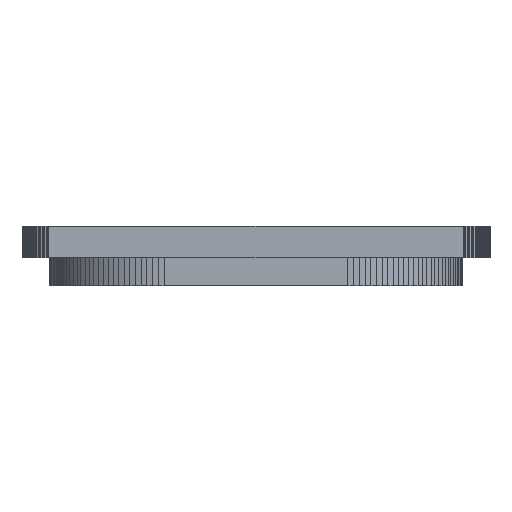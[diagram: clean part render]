
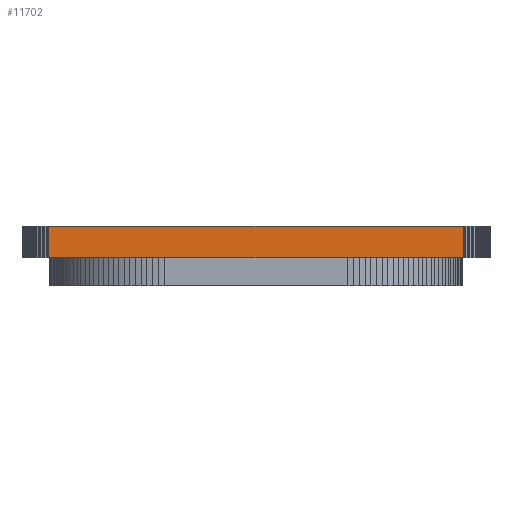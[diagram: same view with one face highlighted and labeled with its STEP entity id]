
A CAD part, front view. The second image highlights one B-rep face of the part: STEP entity #11702.
In plain terms, the highlighted planar face has unit normal (0, -1, 0).
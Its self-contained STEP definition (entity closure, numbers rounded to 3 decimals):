
#72 = PLANE('',#73);
#73 = AXIS2_PLACEMENT_3D('',#74,#75,#76);
#74 = CARTESIAN_POINT('',(0.,0.,3.6));
#75 = DIRECTION('',(-0.,-0.,-1.));
#76 = DIRECTION('',(-1.,0.,0.));
#3412 = VERTEX_POINT('',#3413);
#3413 = CARTESIAN_POINT('',(26.387,-29.799,3.6));
#3427 = PLANE('',#3428);
#3428 = AXIS2_PLACEMENT_3D('',#3429,#3430,#3431);
#3429 = CARTESIAN_POINT('',(26.474,-29.795,5.6));
#3430 = DIRECTION('',(0.05,-0.999,
    0.));
#3431 = DIRECTION('',(-0.999,-0.05,0.));
#3439 = EDGE_CURVE('',#3440,#3412,#3442,.T.);
#3440 = VERTEX_POINT('',#3441);
#3441 = CARTESIAN_POINT('',(-26.387,-29.799,3.6));
#3442 = SURFACE_CURVE('',#3443,(#3447,#3454),.PCURVE_S1.);
#3443 = LINE('',#3444,#3445);
#3444 = CARTESIAN_POINT('',(-26.387,-29.799,3.6));
#3445 = VECTOR('',#3446,1.);
#3446 = DIRECTION('',(1.,0.,0.));
#3447 = PCURVE('',#72,#3448);
#3448 = DEFINITIONAL_REPRESENTATION('',(#3449),#3453);
#3449 = LINE('',#3450,#3451);
#3450 = CARTESIAN_POINT('',(26.387,-29.799));
#3451 = VECTOR('',#3452,1.);
#3452 = DIRECTION('',(-1.,0.));
#3453 = ( GEOMETRIC_REPRESENTATION_CONTEXT(2) 
PARAMETRIC_REPRESENTATION_CONTEXT() REPRESENTATION_CONTEXT('2D SPACE',''
  ) );
#3454 = PCURVE('',#3455,#3460);
#3455 = PLANE('',#3456);
#3456 = AXIS2_PLACEMENT_3D('',#3457,#3458,#3459);
#3457 = CARTESIAN_POINT('',(0.,-29.799,5.6));
#3458 = DIRECTION('',(-0.,-1.,-0.));
#3459 = DIRECTION('',(0.,0.,-1.));
#3460 = DEFINITIONAL_REPRESENTATION('',(#3461),#3465);
#3461 = LINE('',#3462,#3463);
#3462 = CARTESIAN_POINT('',(2.,-26.387));
#3463 = VECTOR('',#3464,1.);
#3464 = DIRECTION('',(0.,1.));
#3465 = ( GEOMETRIC_REPRESENTATION_CONTEXT(2) 
PARAMETRIC_REPRESENTATION_CONTEXT() REPRESENTATION_CONTEXT('2D SPACE',''
  ) );
#3483 = PLANE('',#3484);
#3484 = AXIS2_PLACEMENT_3D('',#3485,#3486,#3487);
#3485 = CARTESIAN_POINT('',(-26.474,-29.795,5.6));
#3486 = DIRECTION('',(-0.05,-0.999,-0.));
#3487 = DIRECTION('',(-0.999,0.05,0.));
#10494 = PLANE('',#10495);
#10495 = AXIS2_PLACEMENT_3D('',#10496,#10497,#10498);
#10496 = CARTESIAN_POINT('',(0.,0.,7.6)
  );
#10497 = DIRECTION('',(0.,0.,1.));
#10498 = DIRECTION('',(1.,0.,0.));
#11609 = VERTEX_POINT('',#11610);
#11610 = CARTESIAN_POINT('',(-26.387,-29.799,7.6));
#11633 = EDGE_CURVE('',#11609,#3440,#11634,.T.);
#11634 = SURFACE_CURVE('',#11635,(#11639,#11646),.PCURVE_S1.);
#11635 = LINE('',#11636,#11637);
#11636 = CARTESIAN_POINT('',(-26.387,-29.799,7.6));
#11637 = VECTOR('',#11638,1.);
#11638 = DIRECTION('',(0.,0.,-1.));
#11639 = PCURVE('',#3483,#11640);
#11640 = DEFINITIONAL_REPRESENTATION('',(#11641),#11645);
#11641 = LINE('',#11642,#11643);
#11642 = CARTESIAN_POINT('',(-0.087,-2.));
#11643 = VECTOR('',#11644,1.);
#11644 = DIRECTION('',(0.,1.));
#11645 = ( GEOMETRIC_REPRESENTATION_CONTEXT(2) 
PARAMETRIC_REPRESENTATION_CONTEXT() REPRESENTATION_CONTEXT('2D SPACE',''
  ) );
#11646 = PCURVE('',#3455,#11647);
#11647 = DEFINITIONAL_REPRESENTATION('',(#11648),#11652);
#11648 = LINE('',#11649,#11650);
#11649 = CARTESIAN_POINT('',(-2.,-26.387));
#11650 = VECTOR('',#11651,1.);
#11651 = DIRECTION('',(1.,0.));
#11652 = ( GEOMETRIC_REPRESENTATION_CONTEXT(2) 
PARAMETRIC_REPRESENTATION_CONTEXT() REPRESENTATION_CONTEXT('2D SPACE',''
  ) );
#11702 = ADVANCED_FACE('',(#11703),#3455,.T.);
#11703 = FACE_BOUND('',#11704,.T.);
#11704 = EDGE_LOOP('',(#11705,#11728,#11729,#11730));
#11705 = ORIENTED_EDGE('',*,*,#11706,.T.);
#11706 = EDGE_CURVE('',#11707,#11609,#11709,.T.);
#11707 = VERTEX_POINT('',#11708);
#11708 = CARTESIAN_POINT('',(26.387,-29.799,7.6));
#11709 = SURFACE_CURVE('',#11710,(#11714,#11721),.PCURVE_S1.);
#11710 = LINE('',#11711,#11712);
#11711 = CARTESIAN_POINT('',(26.387,-29.799,7.6));
#11712 = VECTOR('',#11713,1.);
#11713 = DIRECTION('',(-1.,0.,0.));
#11714 = PCURVE('',#3455,#11715);
#11715 = DEFINITIONAL_REPRESENTATION('',(#11716),#11720);
#11716 = LINE('',#11717,#11718);
#11717 = CARTESIAN_POINT('',(-2.,26.387));
#11718 = VECTOR('',#11719,1.);
#11719 = DIRECTION('',(0.,-1.));
#11720 = ( GEOMETRIC_REPRESENTATION_CONTEXT(2) 
PARAMETRIC_REPRESENTATION_CONTEXT() REPRESENTATION_CONTEXT('2D SPACE',''
  ) );
#11721 = PCURVE('',#10494,#11722);
#11722 = DEFINITIONAL_REPRESENTATION('',(#11723),#11727);
#11723 = LINE('',#11724,#11725);
#11724 = CARTESIAN_POINT('',(26.387,-29.799));
#11725 = VECTOR('',#11726,1.);
#11726 = DIRECTION('',(-1.,0.));
#11727 = ( GEOMETRIC_REPRESENTATION_CONTEXT(2) 
PARAMETRIC_REPRESENTATION_CONTEXT() REPRESENTATION_CONTEXT('2D SPACE',''
  ) );
#11728 = ORIENTED_EDGE('',*,*,#11633,.T.);
#11729 = ORIENTED_EDGE('',*,*,#3439,.T.);
#11730 = ORIENTED_EDGE('',*,*,#11731,.T.);
#11731 = EDGE_CURVE('',#3412,#11707,#11732,.T.);
#11732 = SURFACE_CURVE('',#11733,(#11737,#11744),.PCURVE_S1.);
#11733 = LINE('',#11734,#11735);
#11734 = CARTESIAN_POINT('',(26.387,-29.799,3.6));
#11735 = VECTOR('',#11736,1.);
#11736 = DIRECTION('',(0.,0.,1.));
#11737 = PCURVE('',#3455,#11738);
#11738 = DEFINITIONAL_REPRESENTATION('',(#11739),#11743);
#11739 = LINE('',#11740,#11741);
#11740 = CARTESIAN_POINT('',(2.,26.387));
#11741 = VECTOR('',#11742,1.);
#11742 = DIRECTION('',(-1.,0.));
#11743 = ( GEOMETRIC_REPRESENTATION_CONTEXT(2) 
PARAMETRIC_REPRESENTATION_CONTEXT() REPRESENTATION_CONTEXT('2D SPACE',''
  ) );
#11744 = PCURVE('',#3427,#11745);
#11745 = DEFINITIONAL_REPRESENTATION('',(#11746),#11750);
#11746 = LINE('',#11747,#11748);
#11747 = CARTESIAN_POINT('',(0.087,2.));
#11748 = VECTOR('',#11749,1.);
#11749 = DIRECTION('',(0.,-1.));
#11750 = ( GEOMETRIC_REPRESENTATION_CONTEXT(2) 
PARAMETRIC_REPRESENTATION_CONTEXT() REPRESENTATION_CONTEXT('2D SPACE',''
  ) );
